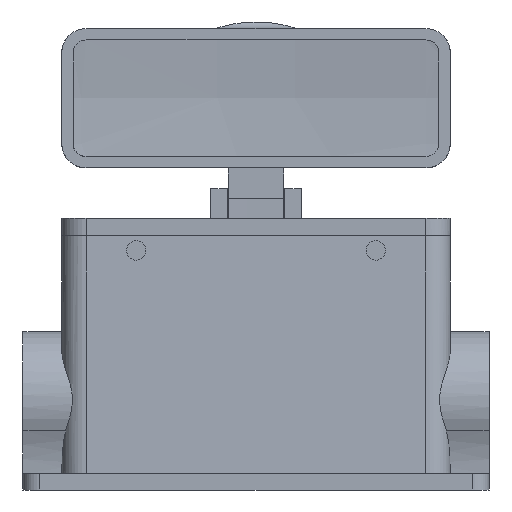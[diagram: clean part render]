
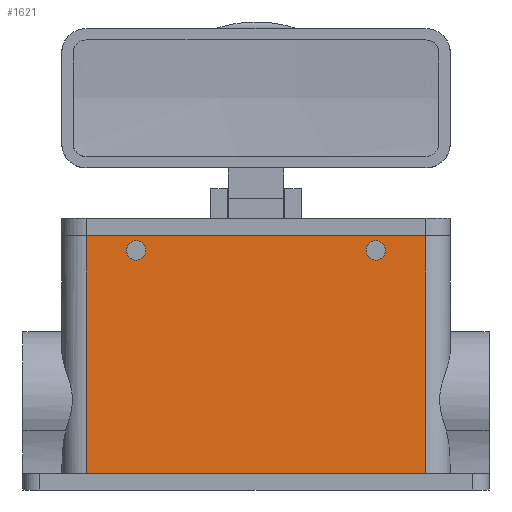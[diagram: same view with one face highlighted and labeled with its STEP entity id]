
A CAD part, left-side view. The second image highlights one B-rep face of the part: STEP entity #1621.
In plain terms, the highlighted planar face has unit normal (-0.999, 0, 0.035).
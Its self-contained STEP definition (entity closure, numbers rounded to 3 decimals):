
#1513=AXIS2_PLACEMENT_3D('Plane Axis2P3D',#1510,#1511,#1512) ;
#1510=CARTESIAN_POINT('Axis2P3D Location',(8.,72.,78.5)) ;
#1515=CARTESIAN_POINT('Line Origine',(6.664,19.5,40.25)) ;
#1519=CARTESIAN_POINT('Vertex',(8.,19.5,78.5)) ;
#1521=CARTESIAN_POINT('Vertex',(5.433,19.5,5.)) ;
#1524=CARTESIAN_POINT('Line Origine',(8.,72.,78.5)) ;
#1528=CARTESIAN_POINT('Vertex',(8.,124.5,78.5)) ;
#1531=CARTESIAN_POINT('Line Origine',(6.664,124.5,40.25)) ;
#1535=CARTESIAN_POINT('Vertex',(5.433,124.5,5.)) ;
#1538=CARTESIAN_POINT('Line Origine',(5.433,72.,5.)) ;
#1550=CARTESIAN_POINT('Control Point',(7.809,107.245,73.041)) ;
#1551=CARTESIAN_POINT('Control Point',(7.794,107.49,72.592)) ;
#1552=CARTESIAN_POINT('Control Point',(7.781,107.879,72.222)) ;
#1553=CARTESIAN_POINT('Control Point',(7.773,108.379,71.991)) ;
#1554=CARTESIAN_POINT('Control Point',(7.77,109.182,71.91)) ;
#1555=CARTESIAN_POINT('Control Point',(7.78,109.908,72.19)) ;
#1556=CARTESIAN_POINT('Control Point',(7.784,110.134,72.322)) ;
#1557=CARTESIAN_POINT('Control Point',(7.801,110.715,72.803)) ;
#1558=CARTESIAN_POINT('Control Point',(7.826,111.035,73.513)) ;
#1559=CARTESIAN_POINT('Control Point',(7.844,111.092,74.031)) ;
#1560=CARTESIAN_POINT('Control Point',(7.861,110.989,74.53)) ;
#1561=CARTESIAN_POINT('Control Point',(7.876,110.755,74.959)) ;
#1562=CARTESIAN_POINT('Vertex',(7.809,107.245,73.041)) ;
#1564=CARTESIAN_POINT('Vertex',(7.876,110.755,74.959)) ;
#1568=CARTESIAN_POINT('Control Point',(7.876,110.755,74.959)) ;
#1569=CARTESIAN_POINT('Control Point',(7.892,110.51,75.408)) ;
#1570=CARTESIAN_POINT('Control Point',(7.905,110.121,75.778)) ;
#1571=CARTESIAN_POINT('Control Point',(7.913,109.621,76.009)) ;
#1572=CARTESIAN_POINT('Control Point',(7.916,108.818,76.09)) ;
#1573=CARTESIAN_POINT('Control Point',(7.906,108.092,75.81)) ;
#1574=CARTESIAN_POINT('Control Point',(7.901,107.866,75.678)) ;
#1575=CARTESIAN_POINT('Control Point',(7.885,107.285,75.197)) ;
#1576=CARTESIAN_POINT('Control Point',(7.86,106.965,74.487)) ;
#1577=CARTESIAN_POINT('Control Point',(7.842,106.908,73.969)) ;
#1578=CARTESIAN_POINT('Control Point',(7.824,107.011,73.47)) ;
#1579=CARTESIAN_POINT('Control Point',(7.809,107.245,73.041)) ;
#1586=CARTESIAN_POINT('Control Point',(7.876,33.245,74.959)) ;
#1587=CARTESIAN_POINT('Control Point',(7.892,33.49,75.408)) ;
#1588=CARTESIAN_POINT('Control Point',(7.905,33.879,75.778)) ;
#1589=CARTESIAN_POINT('Control Point',(7.913,34.379,76.009)) ;
#1590=CARTESIAN_POINT('Control Point',(7.916,35.182,76.09)) ;
#1591=CARTESIAN_POINT('Control Point',(7.906,35.908,75.81)) ;
#1592=CARTESIAN_POINT('Control Point',(7.901,36.134,75.678)) ;
#1593=CARTESIAN_POINT('Control Point',(7.885,36.715,75.197)) ;
#1594=CARTESIAN_POINT('Control Point',(7.86,37.035,74.487)) ;
#1595=CARTESIAN_POINT('Control Point',(7.842,37.092,73.969)) ;
#1596=CARTESIAN_POINT('Control Point',(7.824,36.989,73.47)) ;
#1597=CARTESIAN_POINT('Control Point',(7.809,36.755,73.041)) ;
#1598=CARTESIAN_POINT('Vertex',(7.876,33.245,74.959)) ;
#1600=CARTESIAN_POINT('Vertex',(7.809,36.755,73.041)) ;
#1604=CARTESIAN_POINT('Control Point',(7.809,36.755,73.041)) ;
#1605=CARTESIAN_POINT('Control Point',(7.794,36.51,72.592)) ;
#1606=CARTESIAN_POINT('Control Point',(7.781,36.121,72.222)) ;
#1607=CARTESIAN_POINT('Control Point',(7.773,35.621,71.991)) ;
#1608=CARTESIAN_POINT('Control Point',(7.77,34.818,71.91)) ;
#1609=CARTESIAN_POINT('Control Point',(7.78,34.092,72.19)) ;
#1610=CARTESIAN_POINT('Control Point',(7.784,33.866,72.322)) ;
#1611=CARTESIAN_POINT('Control Point',(7.801,33.285,72.803)) ;
#1612=CARTESIAN_POINT('Control Point',(7.826,32.965,73.513)) ;
#1613=CARTESIAN_POINT('Control Point',(7.844,32.908,74.031)) ;
#1614=CARTESIAN_POINT('Control Point',(7.861,33.011,74.53)) ;
#1615=CARTESIAN_POINT('Control Point',(7.876,33.245,74.959)) ;
#1511=DIRECTION('Axis2P3D Direction',(-0.999,0.,0.035)) ;
#1512=DIRECTION('Axis2P3D XDirection',(0.,1.,0.)) ;
#1516=DIRECTION('Vector Direction',(-0.035,0.,-0.999)) ;
#1525=DIRECTION('Vector Direction',(0.,1.,0.)) ;
#1532=DIRECTION('Vector Direction',(-0.035,0.,-0.999)) ;
#1539=DIRECTION('Vector Direction',(0.,1.,0.)) ;
#1517=VECTOR('Line Direction',#1516,1.) ;
#1526=VECTOR('Line Direction',#1525,1.) ;
#1533=VECTOR('Line Direction',#1532,1.) ;
#1540=VECTOR('Line Direction',#1539,1.) ;
#1544=ORIENTED_EDGE('',*,*,#1523,.F.) ;
#1545=ORIENTED_EDGE('',*,*,#1530,.T.) ;
#1546=ORIENTED_EDGE('',*,*,#1537,.F.) ;
#1547=ORIENTED_EDGE('',*,*,#1542,.F.) ;
#1582=ORIENTED_EDGE('',*,*,#1566,.T.) ;
#1583=ORIENTED_EDGE('',*,*,#1580,.T.) ;
#1618=ORIENTED_EDGE('',*,*,#1602,.F.) ;
#1619=ORIENTED_EDGE('',*,*,#1616,.F.) ;
#1584=FACE_BOUND('',#1581,.T.) ;
#1620=FACE_BOUND('',#1617,.T.) ;
#1621=ADVANCED_FACE('Housing',(#1548,#1584,#1620),#1514,.T.) ;
#1549=B_SPLINE_CURVE_WITH_KNOTS('',5,(#1550,#1551,#1552,#1553,#1554,#1555,#1556,#1557,#1558,#1559,#1560,#1561),.UNSPECIFIED.,.F.,.U.,(6,3,3,6),(0.,3.62,5.435,8.888),.UNSPECIFIED.) ;
#1567=B_SPLINE_CURVE_WITH_KNOTS('',5,(#1568,#1569,#1570,#1571,#1572,#1573,#1574,#1575,#1576,#1577,#1578,#1579),.UNSPECIFIED.,.F.,.U.,(6,3,3,6),(0.,3.62,5.435,8.888),.UNSPECIFIED.) ;
#1585=B_SPLINE_CURVE_WITH_KNOTS('',5,(#1586,#1587,#1588,#1589,#1590,#1591,#1592,#1593,#1594,#1595,#1596,#1597),.UNSPECIFIED.,.F.,.U.,(6,3,3,6),(0.,3.62,5.435,8.888),.UNSPECIFIED.) ;
#1603=B_SPLINE_CURVE_WITH_KNOTS('',5,(#1604,#1605,#1606,#1607,#1608,#1609,#1610,#1611,#1612,#1613,#1614,#1615),.UNSPECIFIED.,.F.,.U.,(6,3,3,6),(0.,3.62,5.435,8.888),.UNSPECIFIED.) ;
#1523=EDGE_CURVE('',#1520,#1522,#1518,.T.) ;
#1530=EDGE_CURVE('',#1520,#1529,#1527,.T.) ;
#1537=EDGE_CURVE('',#1536,#1529,#1534,.F.) ;
#1542=EDGE_CURVE('',#1522,#1536,#1541,.T.) ;
#1566=EDGE_CURVE('',#1563,#1565,#1549,.T.) ;
#1580=EDGE_CURVE('',#1565,#1563,#1567,.T.) ;
#1602=EDGE_CURVE('',#1599,#1601,#1585,.T.) ;
#1616=EDGE_CURVE('',#1601,#1599,#1603,.T.) ;
#1543=EDGE_LOOP('',(#1544,#1545,#1546,#1547)) ;
#1581=EDGE_LOOP('',(#1582,#1583)) ;
#1617=EDGE_LOOP('',(#1618,#1619)) ;
#1548=FACE_OUTER_BOUND('',#1543,.T.) ;
#1518=LINE('Line',#1515,#1517) ;
#1527=LINE('Line',#1524,#1526) ;
#1534=LINE('Line',#1531,#1533) ;
#1541=LINE('Line',#1538,#1540) ;
#1514=PLANE('',#1513) ;
#1520=VERTEX_POINT('',#1519) ;
#1522=VERTEX_POINT('',#1521) ;
#1529=VERTEX_POINT('',#1528) ;
#1536=VERTEX_POINT('',#1535) ;
#1563=VERTEX_POINT('',#1562) ;
#1565=VERTEX_POINT('',#1564) ;
#1599=VERTEX_POINT('',#1598) ;
#1601=VERTEX_POINT('',#1600) ;
